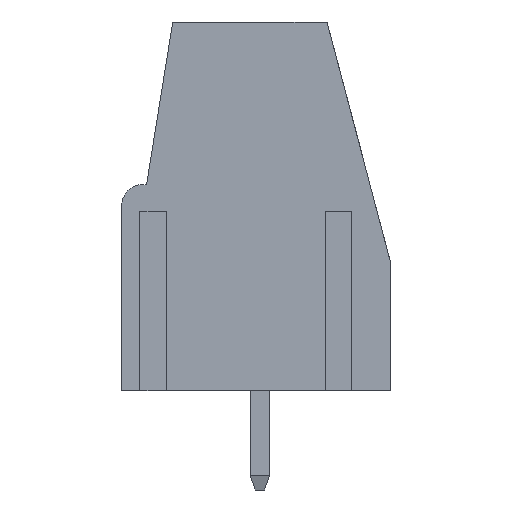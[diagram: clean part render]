
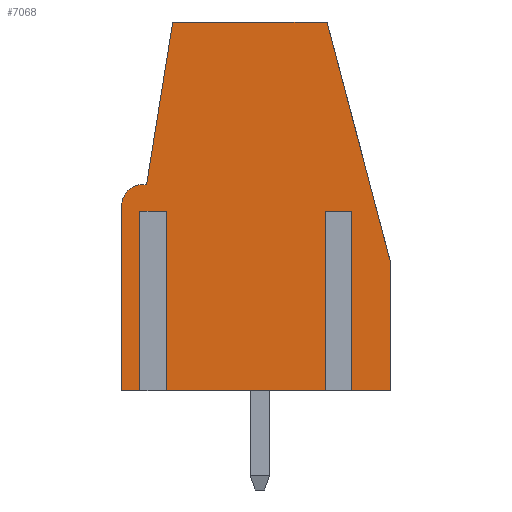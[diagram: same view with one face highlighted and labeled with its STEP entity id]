
A CAD part, left-side view. The second image highlights one B-rep face of the part: STEP entity #7068.
In plain terms, the highlighted planar face has unit normal (-1, 0, 0).
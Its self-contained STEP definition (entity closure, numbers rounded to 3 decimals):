
#146 = EDGE_CURVE ( 'NONE', #9745, #651, #285, .T. ) ;
#285 = LINE ( 'NONE', #10765, #2242 ) ;
#293 = VERTEX_POINT ( 'NONE', #9166 ) ;
#333 = LINE ( 'NONE', #9593, #1308 ) ;
#364 = ORIENTED_EDGE ( 'NONE', *, *, #3264, .F. ) ;
#397 = VERTEX_POINT ( 'NONE', #10083 ) ;
#651 = VERTEX_POINT ( 'NONE', #1572 ) ;
#718 = EDGE_CURVE ( 'NONE', #397, #3273, #961, .T. ) ;
#727 = FACE_OUTER_BOUND ( 'NONE', #9994, .T. ) ;
#940 = DIRECTION ( 'NONE',  ( 0., -1., 0. ) ) ;
#961 = LINE ( 'NONE', #6075, #5648 ) ;
#1231 = LINE ( 'NONE', #6573, #9790 ) ;
#1308 = VECTOR ( 'NONE', #4369, 1000. ) ;
#1460 = ORIENTED_EDGE ( 'NONE', *, *, #1622, .T. ) ;
#1572 = CARTESIAN_POINT ( 'NONE',  ( -12.5, 3.6, 0. ) ) ;
#1622 = EDGE_CURVE ( 'NONE', #3273, #3381, #4129, .T. ) ;
#1666 = EDGE_CURVE ( 'NONE', #293, #5131, #2046, .T. ) ;
#1881 = CARTESIAN_POINT ( 'NONE',  ( -12.5, 5.3, 0. ) ) ;
#1883 = CARTESIAN_POINT ( 'NONE',  ( -12.5, -5., 4.978 ) ) ;
#2037 = CARTESIAN_POINT ( 'NONE',  ( -12.5, 5.3, 0. ) ) ;
#2046 = LINE ( 'NONE', #8991, #11301 ) ;
#2215 = VECTOR ( 'NONE', #9826, 1000. ) ;
#2242 = VECTOR ( 'NONE', #7242, 1000. ) ;
#2398 = CARTESIAN_POINT ( 'NONE',  ( -12.5, 5.3, 14.15 ) ) ;
#2439 = DIRECTION ( 'NONE',  ( 0., 0., -1. ) ) ;
#2523 = VECTOR ( 'NONE', #6472, 1000. ) ;
#2714 = ORIENTED_EDGE ( 'NONE', *, *, #7387, .F. ) ;
#2728 = VERTEX_POINT ( 'NONE', #11256 ) ;
#2794 = ORIENTED_EDGE ( 'NONE', *, *, #9651, .T. ) ;
#2808 = DIRECTION ( 'NONE',  ( 0., 0., -1. ) ) ;
#2837 = VERTEX_POINT ( 'NONE', #5259 ) ;
#2967 = ORIENTED_EDGE ( 'NONE', *, *, #3804, .T. ) ;
#2972 = VERTEX_POINT ( 'NONE', #1883 ) ;
#2973 = VERTEX_POINT ( 'NONE', #4528 ) ;
#3069 = LINE ( 'NONE', #8220, #4711 ) ;
#3146 = VECTOR ( 'NONE', #4506, 1000. ) ;
#3264 = EDGE_CURVE ( 'NONE', #2972, #3381, #3069, .T. ) ;
#3273 = VERTEX_POINT ( 'NONE', #4588 ) ;
#3381 = VERTEX_POINT ( 'NONE', #11033 ) ;
#3713 = ORIENTED_EDGE ( 'NONE', *, *, #10542, .F. ) ;
#3777 = CARTESIAN_POINT ( 'NONE',  ( -12.5, 4.5, 7.113 ) ) ;
#3804 = EDGE_CURVE ( 'NONE', #4331, #6390, #8720, .T. ) ;
#3882 = CARTESIAN_POINT ( 'NONE',  ( -12.5, 4.6, 0. ) ) ;
#3960 = CARTESIAN_POINT ( 'NONE',  ( -12.5, 5.3, 7.113 ) ) ;
#3990 = VECTOR ( 'NONE', #940, 1000. ) ;
#4042 = CARTESIAN_POINT ( 'NONE',  ( -12.5, 5.3, 0. ) ) ;
#4129 = LINE ( 'NONE', #1881, #3990 ) ;
#4331 = VERTEX_POINT ( 'NONE', #7990 ) ;
#4369 = DIRECTION ( 'NONE',  ( 0., 1., 0. ) ) ;
#4506 = DIRECTION ( 'NONE',  ( 0., 0., -1. ) ) ;
#4528 = CARTESIAN_POINT ( 'NONE',  ( -12.5, -2.5, 0. ) ) ;
#4588 = CARTESIAN_POINT ( 'NONE',  ( -12.5, -3.5, 0. ) ) ;
#4614 = CARTESIAN_POINT ( 'NONE',  ( -12.5, -2.5, 6.9 ) ) ;
#4696 = CARTESIAN_POINT ( 'NONE',  ( -12.5, 5.3, 14.15 ) ) ;
#4711 = VECTOR ( 'NONE', #9090, 1000. ) ;
#4846 = VERTEX_POINT ( 'NONE', #7872 ) ;
#4866 = DIRECTION ( 'NONE',  ( 0., 1., 0. ) ) ;
#4946 = LINE ( 'NONE', #4696, #11453 ) ;
#4960 = LINE ( 'NONE', #4042, #8592 ) ;
#5131 = VERTEX_POINT ( 'NONE', #9199 ) ;
#5259 = CARTESIAN_POINT ( 'NONE',  ( -12.5, 4.6, 6.9 ) ) ;
#5413 = EDGE_CURVE ( 'NONE', #651, #2973, #4960, .T. ) ;
#5531 = DIRECTION ( 'NONE',  ( 0., 1., 0. ) ) ;
#5598 = EDGE_CURVE ( 'NONE', #6390, #2728, #4946, .T. ) ;
#5648 = VECTOR ( 'NONE', #2439, 1000. ) ;
#5680 = CARTESIAN_POINT ( 'NONE',  ( -12.5, 4.5, 7.913 ) ) ;
#5723 = EDGE_CURVE ( 'NONE', #397, #4846, #10334, .T. ) ;
#5765 = LINE ( 'NONE', #4614, #3146 ) ;
#5863 = VERTEX_POINT ( 'NONE', #8599 ) ;
#5974 = ORIENTED_EDGE ( 'NONE', *, *, #7991, .T. ) ;
#6011 = ORIENTED_EDGE ( 'NONE', *, *, #1666, .T. ) ;
#6075 = CARTESIAN_POINT ( 'NONE',  ( -12.5, -3.5, 6.9 ) ) ;
#6389 = DIRECTION ( 'NONE',  ( -1., 0., 0. ) ) ;
#6390 = VERTEX_POINT ( 'NONE', #3960 ) ;
#6415 = ORIENTED_EDGE ( 'NONE', *, *, #146, .T. ) ;
#6472 = DIRECTION ( 'NONE',  ( 0., 0.255, 0.967 ) ) ;
#6573 = CARTESIAN_POINT ( 'NONE',  ( -12.5, 5.3, 14.15 ) ) ;
#6624 = EDGE_CURVE ( 'NONE', #9745, #2837, #333, .T. ) ;
#6736 = DIRECTION ( 'NONE',  ( 1., 0., 0. ) ) ;
#6778 = PLANE ( 'NONE',  #8112 ) ;
#6953 = ORIENTED_EDGE ( 'NONE', *, *, #6624, .F. ) ;
#7068 = ADVANCED_FACE ( 'NONE', ( #727 ), #6778, .F. ) ;
#7163 = CARTESIAN_POINT ( 'NONE',  ( -12.5, 4.6, 6.9 ) ) ;
#7205 = DIRECTION ( 'NONE',  ( 0., 0.159, -0.987 ) ) ;
#7242 = DIRECTION ( 'NONE',  ( 0., 0., -1. ) ) ;
#7263 = CARTESIAN_POINT ( 'NONE',  ( -12.5, -5., 4.978 ) ) ;
#7387 = EDGE_CURVE ( 'NONE', #2837, #8421, #10776, .T. ) ;
#7504 = ORIENTED_EDGE ( 'NONE', *, *, #11192, .F. ) ;
#7872 = CARTESIAN_POINT ( 'NONE',  ( -12.5, -2.5, 6.9 ) ) ;
#7990 = CARTESIAN_POINT ( 'NONE',  ( -12.5, 4.5, 7.913 ) ) ;
#7991 = EDGE_CURVE ( 'NONE', #5131, #4331, #10446, .T. ) ;
#8112 = AXIS2_PLACEMENT_3D ( 'NONE', #2398, #6736, #8503 ) ;
#8220 = CARTESIAN_POINT ( 'NONE',  ( -12.5, -5., 14.15 ) ) ;
#8421 = VERTEX_POINT ( 'NONE', #3882 ) ;
#8424 = DIRECTION ( 'NONE',  ( 0., -1., 0. ) ) ;
#8482 = CARTESIAN_POINT ( 'NONE',  ( -12.5, -2.5, 6.9 ) ) ;
#8503 = DIRECTION ( 'NONE',  ( 0., 1., 0. ) ) ;
#8575 = VECTOR ( 'NONE', #10139, 1000. ) ;
#8592 = VECTOR ( 'NONE', #9258, 1000. ) ;
#8599 = CARTESIAN_POINT ( 'NONE',  ( -12.5, -2.576, 14.15 ) ) ;
#8720 = CIRCLE ( 'NONE', #9367, 0.8 ) ;
#8786 = ORIENTED_EDGE ( 'NONE', *, *, #5723, .F. ) ;
#8991 = CARTESIAN_POINT ( 'NONE',  ( -12.5, 4.347, 7.913 ) ) ;
#9090 = DIRECTION ( 'NONE',  ( 0., 0., -1. ) ) ;
#9166 = CARTESIAN_POINT ( 'NONE',  ( -12.5, 3.346, 14.15 ) ) ;
#9199 = CARTESIAN_POINT ( 'NONE',  ( -12.5, 4.347, 7.913 ) ) ;
#9258 = DIRECTION ( 'NONE',  ( 0., -1., 0. ) ) ;
#9367 = AXIS2_PLACEMENT_3D ( 'NONE', #3777, #6389, #5531 ) ;
#9539 = LINE ( 'NONE', #2037, #2215 ) ;
#9593 = CARTESIAN_POINT ( 'NONE',  ( -12.5, 4.6, 6.9 ) ) ;
#9651 = EDGE_CURVE ( 'NONE', #2972, #5863, #10218, .T. ) ;
#9745 = VERTEX_POINT ( 'NONE', #11150 ) ;
#9790 = VECTOR ( 'NONE', #8424, 1000. ) ;
#9826 = DIRECTION ( 'NONE',  ( 0., -1., 0. ) ) ;
#9896 = VECTOR ( 'NONE', #4866, 1000. ) ;
#9994 = EDGE_LOOP ( 'NONE', ( #6953, #6415, #10136, #3713, #8786, #11080, #1460, #364, #2794, #7504, #6011, #5974, #2967, #10721, #11193, #2714 ) ) ;
#10083 = CARTESIAN_POINT ( 'NONE',  ( -12.5, -3.5, 6.9 ) ) ;
#10136 = ORIENTED_EDGE ( 'NONE', *, *, #5413, .T. ) ;
#10139 = DIRECTION ( 'NONE',  ( 0., 1., 0. ) ) ;
#10218 = LINE ( 'NONE', #7263, #2523 ) ;
#10334 = LINE ( 'NONE', #8482, #8575 ) ;
#10446 = LINE ( 'NONE', #5680, #9896 ) ;
#10542 = EDGE_CURVE ( 'NONE', #4846, #2973, #5765, .T. ) ;
#10634 = VECTOR ( 'NONE', #2808, 1000. ) ;
#10721 = ORIENTED_EDGE ( 'NONE', *, *, #5598, .T. ) ;
#10765 = CARTESIAN_POINT ( 'NONE',  ( -12.5, 3.6, 6.9 ) ) ;
#10776 = LINE ( 'NONE', #7163, #10634 ) ;
#11033 = CARTESIAN_POINT ( 'NONE',  ( -12.5, -5., 0. ) ) ;
#11080 = ORIENTED_EDGE ( 'NONE', *, *, #718, .T. ) ;
#11086 = EDGE_CURVE ( 'NONE', #2728, #8421, #9539, .T. ) ;
#11150 = CARTESIAN_POINT ( 'NONE',  ( -12.5, 3.6, 6.9 ) ) ;
#11154 = DIRECTION ( 'NONE',  ( 0., 0., -1. ) ) ;
#11192 = EDGE_CURVE ( 'NONE', #293, #5863, #1231, .T. ) ;
#11193 = ORIENTED_EDGE ( 'NONE', *, *, #11086, .T. ) ;
#11256 = CARTESIAN_POINT ( 'NONE',  ( -12.5, 5.3, 0. ) ) ;
#11301 = VECTOR ( 'NONE', #7205, 1000. ) ;
#11453 = VECTOR ( 'NONE', #11154, 1000. ) ;
